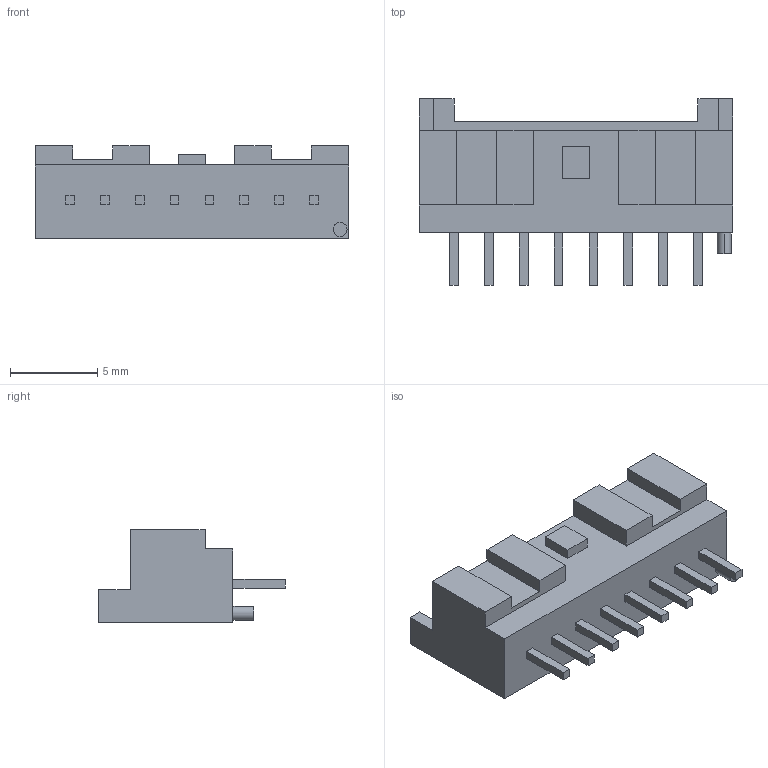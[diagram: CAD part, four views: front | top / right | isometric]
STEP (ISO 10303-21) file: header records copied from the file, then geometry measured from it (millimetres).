
FILE_DESCRIPTION (( 'STEP AP214' ), '1' );
FILE_NAME ('B08B-PASK-1.STEP', '2010-06-10T02:04:33', ( ' ' ), ( ' ' ), 'SwSTEP 2.0', 'SolidWorks 2005235', '' );
FILE_SCHEMA (( 'AUTOMOTIVE_DESIGN' ));
Length unit declared in the file: millimetre
Products named in the file (1): B08B-PASK-1
Bounding box: 18 x 10.7 x 5.3 mm (x, y, z)
Volume: 344.2 mm3; surface area: 767.4 mm2
Topology: 1 solids, 1 shells, 120 faces, 300 edges, 200 vertices
Faces by surface type: plane 118, cylinder 2
Entity records: 4411 total; most frequent: CARTESIAN_POINT 621, ORIENTED_EDGE 600, DIRECTION 546, EDGE_CURVE 300, VECTOR 296, LINE 296, VERTEX_POINT 200, EDGE_LOOP 138
